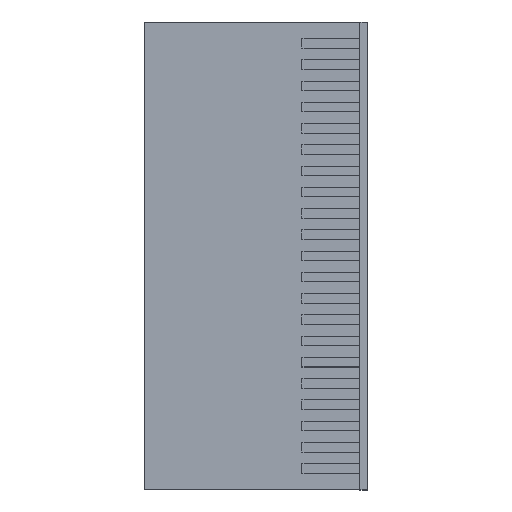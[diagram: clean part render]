
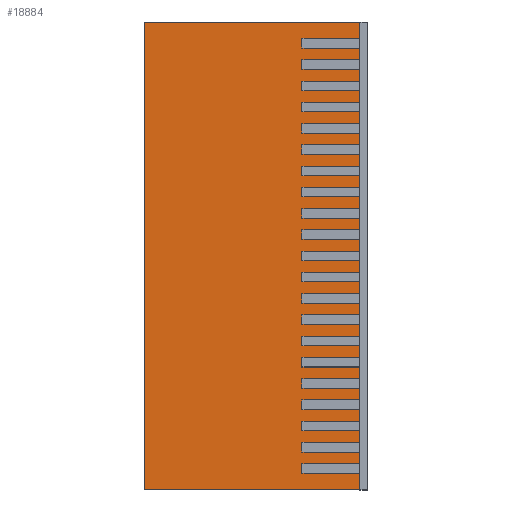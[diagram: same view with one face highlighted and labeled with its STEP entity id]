
A CAD part, top view. The second image highlights one B-rep face of the part: STEP entity #18884.
In plain terms, the highlighted free-form (B-spline) face has degree [1, 1] with [2, 2] control points.
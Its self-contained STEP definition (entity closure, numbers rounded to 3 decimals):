
#18845=CARTESIAN_POINT('',(14.1,-22.,7.1));
#18846=CARTESIAN_POINT('',(-6.15,-22.,7.1));
#18847=CARTESIAN_POINT('',(14.1,22.,7.1));
#18848=CARTESIAN_POINT('',(-6.15,22.,7.1));
#18849=B_SPLINE_SURFACE_WITH_KNOTS('',1,1,((#18845,#18847),(#18846,#18848)),.UNSPECIFIED.,.F.,.F.,.U.,(2,2),(2,2),(0.0,20.25),(0.0,44.),.UNSPECIFIED.);
#18850=CARTESIAN_POINT('',(-6.15,-22.,7.1));
#18851=VERTEX_POINT('',#18850);
#18852=CARTESIAN_POINT('',(-6.15,22.,7.1));
#18853=VERTEX_POINT('',#18852);
#18854=CARTESIAN_POINT('',(-6.15,-22.,7.1));
#18855=DIRECTION('',(0.0,1.0,0.0));
#18856=VECTOR('',#18855,44.);
#18857=LINE('',#18854,#18856);
#18858=EDGE_CURVE('',#18851,#18853,#18857,.T.);
#18859=ORIENTED_EDGE('',*,*,#18858,.F.);
#18860=CARTESIAN_POINT('',(14.1,-22.,7.1));
#18861=VERTEX_POINT('',#18860);
#18862=CARTESIAN_POINT('',(14.1,-22.,7.1));
#18863=DIRECTION('',(-1.0,0.0,0.0));
#18864=VECTOR('',#18863,20.25);
#18865=LINE('',#18862,#18864);
#18866=EDGE_CURVE('',#18861,#18851,#18865,.T.);
#18867=ORIENTED_EDGE('',*,*,#18866,.F.);
#18868=CARTESIAN_POINT('',(14.1,22.,7.1));
#18869=VERTEX_POINT('',#18868);
#18870=CARTESIAN_POINT('',(14.1,22.,7.1));
#18871=DIRECTION('',(0.0,-1.0,0.0));
#18872=VECTOR('',#18871,44.);
#18873=LINE('',#18870,#18872);
#18874=EDGE_CURVE('',#18869,#18861,#18873,.T.);
#18875=ORIENTED_EDGE('',*,*,#18874,.F.);
#18876=CARTESIAN_POINT('',(-6.15,22.,7.1));
#18877=DIRECTION('',(1.0,0.0,0.0));
#18878=VECTOR('',#18877,20.25);
#18879=LINE('',#18876,#18878);
#18880=EDGE_CURVE('',#18853,#18869,#18879,.T.);
#18881=ORIENTED_EDGE('',*,*,#18880,.F.);
#18882=EDGE_LOOP('',(#18859,#18867,#18875,#18881));
#18883=FACE_OUTER_BOUND('',#18882,.T.);
#18884=ADVANCED_FACE('',(#18883),#18849,.F.);
